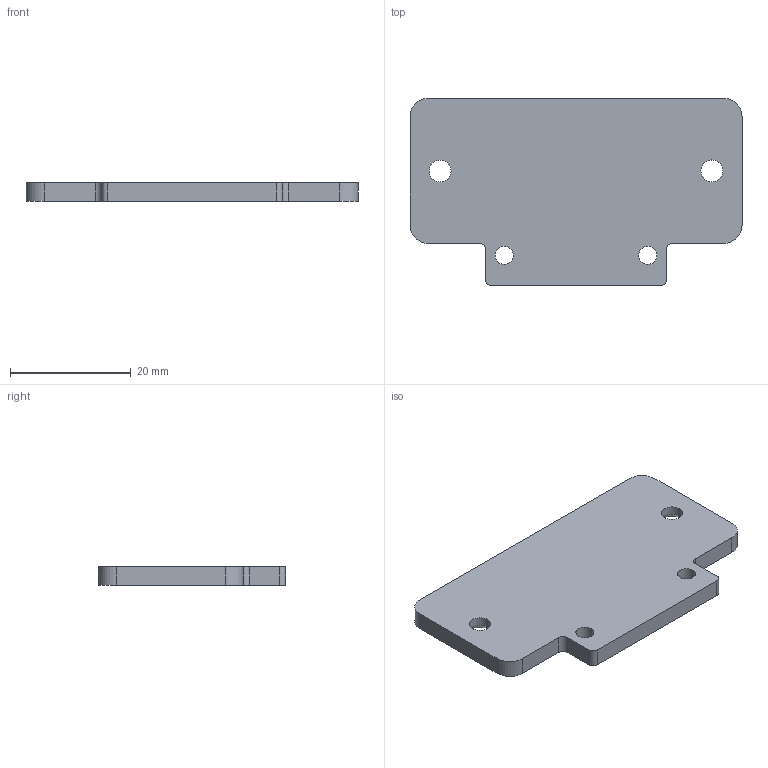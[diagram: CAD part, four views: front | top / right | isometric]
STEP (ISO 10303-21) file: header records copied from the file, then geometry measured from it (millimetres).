
FILE_DESCRIPTION (( 'STEP AP214' ), '1' );
FILE_NAME ('D435i adopter-1.STEP', '2024-03-11T10:49:53', ( '' ), ( '' ), 'SwSTEP 2.0', 'SolidWorks 2021', '' );
FILE_SCHEMA (( 'AUTOMOTIVE_DESIGN' ));
Length unit declared in the file: millimetre
Products named in the file (1): D435i adopter-1
Bounding box: 55 x 31 x 3 mm (x, y, z)
Volume: 4311.6 mm3; surface area: 3749.5 mm2
Topology: 1 solids, 1 shells, 82 faces, 224 edges, 148 vertices
Faces by surface type: plane 50, cylinder 16, bspline 12, cone 4
Entity records: 2806 total; most frequent: CARTESIAN_POINT 723, ORIENTED_EDGE 448, DIRECTION 378, EDGE_CURVE 224, VECTOR 164, LINE 164, VERTEX_POINT 148, AXIS2_PLACEMENT_3D 107
